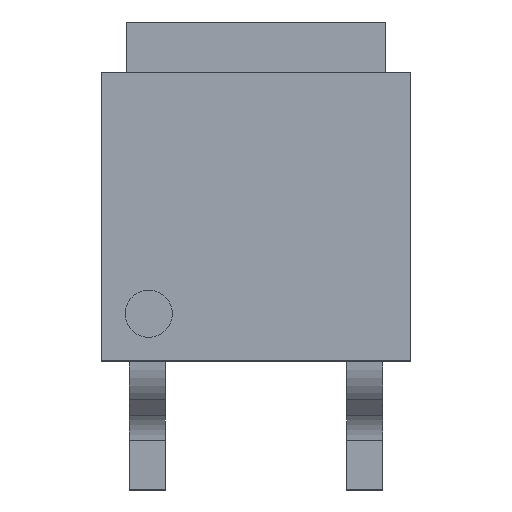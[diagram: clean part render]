
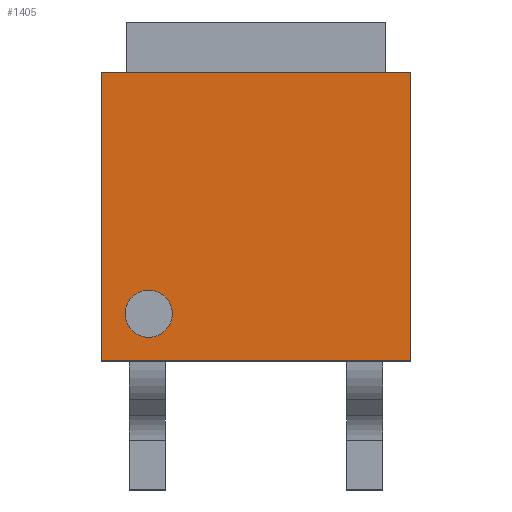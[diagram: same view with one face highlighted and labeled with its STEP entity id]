
A CAD part, top view. The second image highlights one B-rep face of the part: STEP entity #1405.
In plain terms, the highlighted planar face has unit normal (0, 0, 1).
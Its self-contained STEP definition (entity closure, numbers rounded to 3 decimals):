
#1196 = CARTESIAN_POINT ( 'NONE',  ( 3.27, -2.225, 2.39 ) ) ;
#1197 = VERTEX_POINT ( 'NONE', #1196 ) ;
#1204 = CARTESIAN_POINT ( 'NONE',  ( -3.27, -2.225, 2.39 ) ) ;
#1205 = VERTEX_POINT ( 'NONE', #1204 ) ;
#1206 = CARTESIAN_POINT ( 'NONE',  ( -3.27, -2.225, 2.39 ) ) ;
#1207 = DIRECTION ( 'NONE',  ( 1., 0., 0. ) ) ;
#1208 = VECTOR ( 'NONE', #1207, 1000. ) ;
#1209 = LINE ( 'NONE', #1206, #1208 ) ;
#1210 = EDGE_CURVE ( 'NONE', #1205, #1197, #1209, .T. ) ;
#1237 = CARTESIAN_POINT ( 'NONE',  ( -2.27, -0.725, 2.39 ) ) ;
#1238 = VERTEX_POINT ( 'NONE', #1237 ) ;
#1245 = CARTESIAN_POINT ( 'NONE',  ( -2.27, -1.725, 2.39 ) ) ;
#1246 = VERTEX_POINT ( 'NONE', #1245 ) ;
#1247 = CARTESIAN_POINT ( 'NONE',  ( -2.27, -1.225, 2.39 ) ) ;
#1248 = DIRECTION ( 'NONE',  ( 0., 0., 1. ) ) ;
#1249 = DIRECTION ( 'NONE',  ( 0., -1., 0. ) ) ;
#1250 = AXIS2_PLACEMENT_3D ( 'NONE', #1247, #1248, #1249 ) ;
#1251 = CIRCLE ( 'NONE', #1250, 0.5) ;
#1252 = EDGE_CURVE ( 'NONE', #1238, #1246, #1251, .T. ) ;
#1277 = CARTESIAN_POINT ( 'NONE',  ( -3.27, 3.87, 2.39 ) ) ;
#1278 = VERTEX_POINT ( 'NONE', #1277 ) ;
#1279 = CARTESIAN_POINT ( 'NONE',  ( -3.27, -2.225, 2.39 ) ) ;
#1280 = DIRECTION ( 'NONE',  ( 0., 1., 0. ) ) ;
#1281 = VECTOR ( 'NONE', #1280, 1000. ) ;
#1282 = LINE ( 'NONE', #1279, #1281 ) ;
#1283 = EDGE_CURVE ( 'NONE', #1205, #1278, #1282, .T. ) ;
#1307 = CARTESIAN_POINT ( 'NONE',  ( 3.27, 3.87, 2.39 ) ) ;
#1308 = VERTEX_POINT ( 'NONE', #1307 ) ;
#1315 = CARTESIAN_POINT ( 'NONE',  ( 3.27, -2.225, 2.39 ) ) ;
#1316 = DIRECTION ( 'NONE',  ( 0., 1., 0. ) ) ;
#1317 = VECTOR ( 'NONE', #1316, 1000. ) ;
#1318 = LINE ( 'NONE', #1315, #1317 ) ;
#1319 = EDGE_CURVE ( 'NONE', #1197, #1308, #1318, .T. ) ;
#1347 = CARTESIAN_POINT ( 'NONE',  ( -3.27, 3.87, 2.39 ) ) ;
#1348 = DIRECTION ( 'NONE',  ( 1., 0., 0. ) ) ;
#1349 = VECTOR ( 'NONE', #1348, 1000. ) ;
#1350 = LINE ( 'NONE', #1347, #1349 ) ;
#1351 = EDGE_CURVE ( 'NONE', #1278, #1308, #1350, .T. ) ;
#1384 = CARTESIAN_POINT ( 'NONE',  ( -2.27, -1.225, 2.39 ) ) ;
#1385 = DIRECTION ( 'NONE',  ( 0., 0., 1. ) ) ;
#1386 = DIRECTION ( 'NONE',  ( 0., -1., 0. ) ) ;
#1387 = AXIS2_PLACEMENT_3D ( 'NONE', #1384, #1385, #1386 ) ;
#1388 = CIRCLE ( 'NONE', #1387, 0.5) ;
#1389 = EDGE_CURVE ( 'NONE', #1246, #1238, #1388, .T. ) ;
#1390 = ORIENTED_EDGE ( 'NONE', *, *, #1389, .F. ) ;
#1391 = ORIENTED_EDGE ( 'NONE', *, *, #1252, .F. ) ;
#1392 = EDGE_LOOP ( 'NONE', ( #1390, #1391 ) ) ;
#1393 = FACE_BOUND ( 'NONE', #1392, .T. ) ;
#1394 = ORIENTED_EDGE ( 'NONE', *, *, #1283, .F. ) ;
#1395 = ORIENTED_EDGE ( 'NONE', *, *, #1210, .T. ) ;
#1396 = ORIENTED_EDGE ( 'NONE', *, *, #1319, .T. ) ;
#1397 = ORIENTED_EDGE ( 'NONE', *, *, #1351, .F. ) ;
#1398 = EDGE_LOOP ( 'NONE', ( #1394, #1395, #1396, #1397 ) ) ;
#1399 = FACE_OUTER_BOUND ( 'NONE', #1398, .T. ) ;
#1400 = CARTESIAN_POINT ( 'NONE',  ( 0., 0., 2.39 ) ) ;
#1401 = DIRECTION ( 'NONE',  ( 0., 0., -1. ) ) ;
#1402 = DIRECTION ( 'NONE',  ( 0., 1., 0. ) ) ;
#1403 = AXIS2_PLACEMENT_3D ( 'NONE', #1400, #1401, #1402 ) ;
#1404 = PLANE ( 'NONE', #1403 ) ;
#1405 = ADVANCED_FACE ( 'NONE', ( #1393, #1399 ), #1404, .F. ) ;
